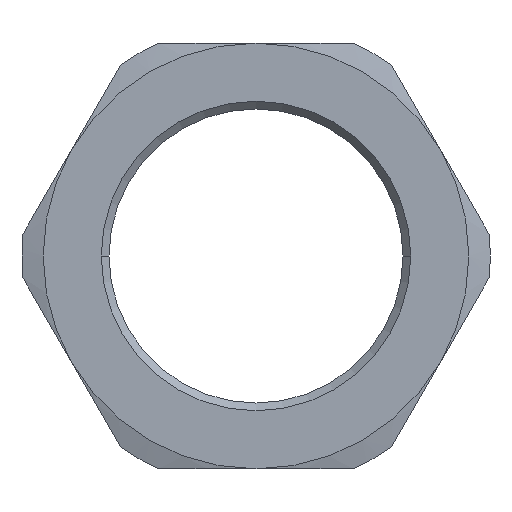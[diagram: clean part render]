
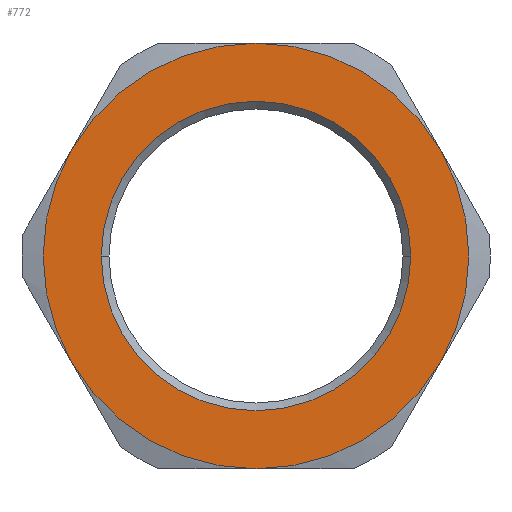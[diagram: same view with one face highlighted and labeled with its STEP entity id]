
A CAD part, left-side view. The second image highlights one B-rep face of the part: STEP entity #772.
In plain terms, the highlighted planar face has unit normal (-1, 0, 0).
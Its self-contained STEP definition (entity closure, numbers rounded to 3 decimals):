
#24 = PLANE ( 'NONE',  #90 ) ;
#44 = DIRECTION ( 'NONE',  ( 0., 0., -1. ) ) ;
#54 = VERTEX_POINT ( 'NONE', #479 ) ;
#71 = ORIENTED_EDGE ( 'NONE', *, *, #831, .T. ) ;
#90 = AXIS2_PLACEMENT_3D ( 'NONE', #348, #343, #826 ) ;
#95 = EDGE_CURVE ( 'NONE', #857, #1047, #962, .T. ) ;
#124 = CARTESIAN_POINT ( 'NONE',  ( 0., 20., 0. ) ) ;
#130 = VERTEX_POINT ( 'NONE', #487 ) ;
#145 = VERTEX_POINT ( 'NONE', #798 ) ;
#169 = EDGE_CURVE ( 'NONE', #857, #54, #1005, .T. ) ;
#171 = DIRECTION ( 'NONE',  ( 1., 0., 0. ) ) ;
#214 = DIRECTION ( 'NONE',  ( 0., 0., -1. ) ) ;
#228 = DIRECTION ( 'NONE',  ( 0., 0., 1. ) ) ;
#230 = DIRECTION ( 'NONE',  ( 0., 0., -1. ) ) ;
#234 = EDGE_CURVE ( 'NONE', #732, #145, #1161, .T. ) ;
#244 = CIRCLE ( 'NONE', #456, 20. ) ;
#250 = DIRECTION ( 'NONE',  ( 1., 0., 0. ) ) ;
#326 = DIRECTION ( 'NONE',  ( 1., 0., 0. ) ) ;
#343 = DIRECTION ( 'NONE',  ( 1., 0., 0. ) ) ;
#346 = ORIENTED_EDGE ( 'NONE', *, *, #95, .F. ) ;
#348 = CARTESIAN_POINT ( 'NONE',  ( 0., 0., 0. ) ) ;
#365 = CARTESIAN_POINT ( 'NONE',  ( 0., 0., 0. ) ) ;
#385 = DIRECTION ( 'NONE',  ( 1., 0., 0. ) ) ;
#398 = FACE_OUTER_BOUND ( 'NONE', #471, .T. ) ;
#405 = DIRECTION ( 'NONE',  ( -1., 0., 0. ) ) ;
#432 = CARTESIAN_POINT ( 'NONE',  ( 0., 0., 0. ) ) ;
#451 = CARTESIAN_POINT ( 'NONE',  ( 0., 0., 0. ) ) ;
#456 = AXIS2_PLACEMENT_3D ( 'NONE', #994, #885, #230 ) ;
#471 = EDGE_LOOP ( 'NONE', ( #1162, #858, #845, #346, #668, #917 ) ) ;
#479 = CARTESIAN_POINT ( 'NONE',  ( 0., 23.816, 13.75 ) ) ;
#483 = DIRECTION ( 'NONE',  ( 0., 0., -1. ) ) ;
#484 = CARTESIAN_POINT ( 'NONE',  ( 0., 0., 0. ) ) ;
#487 = CARTESIAN_POINT ( 'NONE',  ( 0., -20., 0. ) ) ;
#495 = CARTESIAN_POINT ( 'NONE',  ( 0., 23.816, -13.75 ) ) ;
#518 = AXIS2_PLACEMENT_3D ( 'NONE', #928, #405, #228 ) ;
#544 = DIRECTION ( 'NONE',  ( 0., 0., -1. ) ) ;
#573 = CIRCLE ( 'NONE', #1163, 20. ) ;
#576 = AXIS2_PLACEMENT_3D ( 'NONE', #451, #250, #44 ) ;
#624 = CARTESIAN_POINT ( 'NONE',  ( 0., 0., 0. ) ) ;
#627 = ORIENTED_EDGE ( 'NONE', *, *, #687, .T. ) ;
#664 = CARTESIAN_POINT ( 'NONE',  ( 0., -23.816, -13.75 ) ) ;
#665 = DIRECTION ( 'NONE',  ( 0., 0., -1. ) ) ;
#668 = ORIENTED_EDGE ( 'NONE', *, *, #169, .T. ) ;
#687 = EDGE_CURVE ( 'NONE', #130, #1111, #573, .T. ) ;
#704 = AXIS2_PLACEMENT_3D ( 'NONE', #1121, #1033, #483 ) ;
#723 = DIRECTION ( 'NONE',  ( 0., 0., -1. ) ) ;
#732 = VERTEX_POINT ( 'NONE', #664 ) ;
#751 = FACE_BOUND ( 'NONE', #1135, .T. ) ;
#772 = ADVANCED_FACE ( 'NONE', ( #751, #398 ), #24, .F. ) ;
#793 = AXIS2_PLACEMENT_3D ( 'NONE', #484, #385, #214 ) ;
#798 = CARTESIAN_POINT ( 'NONE',  ( 0., 0., -27.5 ) ) ;
#799 = CARTESIAN_POINT ( 'NONE',  ( 0., 0., 27.5 ) ) ;
#826 = DIRECTION ( 'NONE',  ( 0., 0., -1. ) ) ;
#831 = EDGE_CURVE ( 'NONE', #1111, #130, #244, .T. ) ;
#845 = ORIENTED_EDGE ( 'NONE', *, *, #1222, .F. ) ;
#857 = VERTEX_POINT ( 'NONE', #799 ) ;
#858 = ORIENTED_EDGE ( 'NONE', *, *, #234, .F. ) ;
#885 = DIRECTION ( 'NONE',  ( 1., 0., 0. ) ) ;
#917 = ORIENTED_EDGE ( 'NONE', *, *, #1138, .F. ) ;
#928 = CARTESIAN_POINT ( 'NONE',  ( 0., 0., 0. ) ) ;
#962 = CIRCLE ( 'NONE', #1019, 27.5 ) ;
#994 = CARTESIAN_POINT ( 'NONE',  ( 0., 0., 0. ) ) ;
#1000 = VERTEX_POINT ( 'NONE', #495 ) ;
#1005 = CIRCLE ( 'NONE', #518, 27.5 ) ;
#1019 = AXIS2_PLACEMENT_3D ( 'NONE', #624, #1159, #544 ) ;
#1033 = DIRECTION ( 'NONE',  ( 1., 0., 0. ) ) ;
#1047 = VERTEX_POINT ( 'NONE', #1169 ) ;
#1075 = CIRCLE ( 'NONE', #704, 27.5 ) ;
#1111 = VERTEX_POINT ( 'NONE', #124 ) ;
#1121 = CARTESIAN_POINT ( 'NONE',  ( 0., 0., 0. ) ) ;
#1127 = EDGE_CURVE ( 'NONE', #145, #1000, #1075, .T. ) ;
#1135 = EDGE_LOOP ( 'NONE', ( #627, #71 ) ) ;
#1138 = EDGE_CURVE ( 'NONE', #1000, #54, #1168, .T. ) ;
#1159 = DIRECTION ( 'NONE',  ( 1., 0., 0. ) ) ;
#1161 = CIRCLE ( 'NONE', #793, 27.5 ) ;
#1162 = ORIENTED_EDGE ( 'NONE', *, *, #1127, .F. ) ;
#1163 = AXIS2_PLACEMENT_3D ( 'NONE', #432, #326, #723 ) ;
#1168 = CIRCLE ( 'NONE', #576, 27.5 ) ;
#1169 = CARTESIAN_POINT ( 'NONE',  ( 0., -23.816, 13.75 ) ) ;
#1179 = CIRCLE ( 'NONE', #1215, 27.5 ) ;
#1215 = AXIS2_PLACEMENT_3D ( 'NONE', #365, #171, #665 ) ;
#1222 = EDGE_CURVE ( 'NONE', #1047, #732, #1179, .T. ) ;
